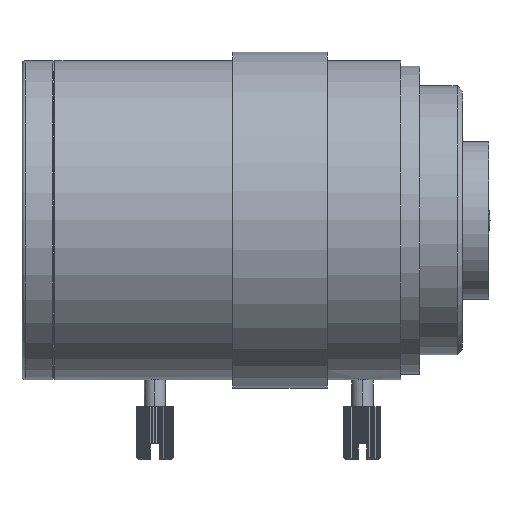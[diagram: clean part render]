
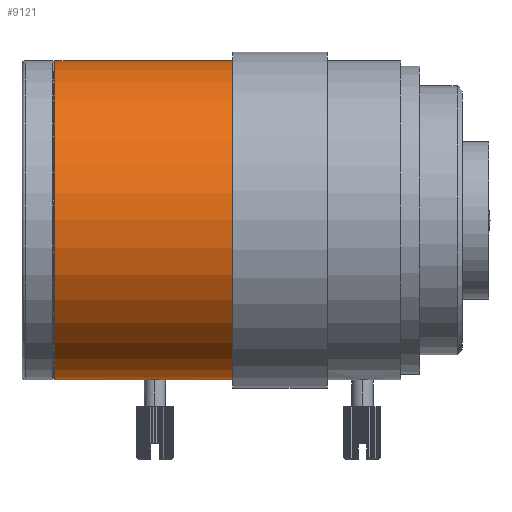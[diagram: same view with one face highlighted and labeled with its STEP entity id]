
A CAD part, left-side view. The second image highlights one B-rep face of the part: STEP entity #9121.
In plain terms, the highlighted cylindrical face has radius 15 mm (diameter 30 mm), a partial arc.
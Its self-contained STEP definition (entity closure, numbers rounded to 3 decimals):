
#12 = CYLINDRICAL_SURFACE ( 'NONE', #7206, 15. ) ;
#315 = EDGE_CURVE ( 'NONE', #4597, #645, #7816, .T. ) ;
#368 = FACE_OUTER_BOUND ( 'NONE', #10000, .T. ) ;
#551 = CARTESIAN_POINT ( 'NONE',  ( -0.8, 29.515, -14.979 ) ) ;
#645 = VERTEX_POINT ( 'NONE', #6864 ) ;
#865 = EDGE_CURVE ( 'NONE', #12241, #3993, #9893, .T. ) ;
#870 = CARTESIAN_POINT ( 'NONE',  ( -0.503, 28.026, -14.992 ) ) ;
#1227 = CARTESIAN_POINT ( 'NONE',  ( 0., 38.3, 15. ) ) ;
#1719 = CARTESIAN_POINT ( 'NONE',  ( -0.264, 29.9, -15. ) ) ;
#2039 = CARTESIAN_POINT ( 'NONE',  ( -0.799, 28.285, -14.979 ) ) ;
#2105 = CARTESIAN_POINT ( 'NONE',  ( 0., 21.6, -15. ) ) ;
#2262 = ORIENTED_EDGE ( 'NONE', *, *, #5184, .F. ) ;
#2476 = DIRECTION ( 'NONE',  ( 0., 1., 0. ) ) ;
#2960 = EDGE_CURVE ( 'NONE', #12241, #4597, #11009, .T. ) ;
#3010 = CARTESIAN_POINT ( 'NONE',  ( 0., 27.9, -15. ) ) ;
#3202 = CARTESIAN_POINT ( 'NONE',  ( -0.974, 28.638, -14.968 ) ) ;
#3507 = EDGE_CURVE ( 'NONE', #10439, #645, #4329, .T. ) ;
#3795 = VECTOR ( 'NONE', #4243, 1000. ) ;
#3984 = CARTESIAN_POINT ( 'NONE',  ( -0.974, 29.162, -14.968 ) ) ;
#3989 = CARTESIAN_POINT ( 'NONE',  ( 0., 38.3, 0. ) ) ;
#3993 = VERTEX_POINT ( 'NONE', #2105 ) ;
#4243 = DIRECTION ( 'NONE',  ( 0., -1., 0. ) ) ;
#4329 = LINE ( 'NONE', #11408, #12750 ) ;
#4350 = CARTESIAN_POINT ( 'NONE',  ( -1., 28.9, -14.967 ) ) ;
#4597 = VERTEX_POINT ( 'NONE', #5113 ) ;
#4802 = ORIENTED_EDGE ( 'NONE', *, *, #315, .F. ) ;
#4955 = AXIS2_PLACEMENT_3D ( 'NONE', #3989, #12004, #5146 ) ;
#5113 = CARTESIAN_POINT ( 'NONE',  ( -1., 28.9, -14.967 ) ) ;
#5146 = DIRECTION ( 'NONE',  ( 0., 0., 1. ) ) ;
#5184 = EDGE_CURVE ( 'NONE', #9472, #10752, #11576, .T. ) ;
#5192 = CARTESIAN_POINT ( 'NONE',  ( 0., 38.4, 0. ) ) ;
#5474 = VECTOR ( 'NONE', #9295, 1000. ) ;
#6319 = AXIS2_PLACEMENT_3D ( 'NONE', #9338, #2476, #10502 ) ;
#6349 = CIRCLE ( 'NONE', #6319, 15. ) ;
#6628 = CARTESIAN_POINT ( 'NONE',  ( 0., 27.9, -15. ) ) ;
#6864 = CARTESIAN_POINT ( 'NONE',  ( 0., 29.9, -15. ) ) ;
#7206 = AXIS2_PLACEMENT_3D ( 'NONE', #5192, #13207, #12057 ) ;
#7484 = CARTESIAN_POINT ( 'NONE',  ( -0.874, 29.404, -14.975 ) ) ;
#7776 = CARTESIAN_POINT ( 'NONE',  ( -0.262, 27.926, -14.998 ) ) ;
#7816 = B_SPLINE_CURVE_WITH_KNOTS ( 'NONE', 3,
 ( #14262, #11997, #3984, #7484, #551, #8621, #1719, #9744 ),
 .UNSPECIFIED., .F., .F.,
 ( 4, 2, 2, 4 ),
 ( 0.005, 0.005, 0.005, 0.006 ),
 .UNSPECIFIED. ) ;
#8147 = CARTESIAN_POINT ( 'NONE',  ( 0., 38.4, 15. ) ) ;
#8621 = CARTESIAN_POINT ( 'NONE',  ( -0.523, 29.791, -14.992 ) ) ;
#8936 = CARTESIAN_POINT ( 'NONE',  ( -0.615, 28.1, -14.988 ) ) ;
#9121 = ADVANCED_FACE ( 'NONE', ( #368 ), #12, .T. ) ;
#9295 = DIRECTION ( 'NONE',  ( 0., -1., 0. ) ) ;
#9338 = CARTESIAN_POINT ( 'NONE',  ( 0., 21.6, 0. ) ) ;
#9389 = ORIENTED_EDGE ( 'NONE', *, *, #14786, .T. ) ;
#9472 = VERTEX_POINT ( 'NONE', #1227 ) ;
#9744 = CARTESIAN_POINT ( 'NONE',  ( 0., 29.9, -15. ) ) ;
#9893 = LINE ( 'NONE', #9963, #3795 ) ;
#9963 = CARTESIAN_POINT ( 'NONE',  ( 0., 38.4, -15. ) ) ;
#10000 = EDGE_LOOP ( 'NONE', ( #2262, #13864, #10134, #4802, #11045, #12671, #9389 ) ) ;
#10063 = CARTESIAN_POINT ( 'NONE',  ( -0.874, 28.396, -14.975 ) ) ;
#10134 = ORIENTED_EDGE ( 'NONE', *, *, #3507, .T. ) ;
#10435 = CARTESIAN_POINT ( 'NONE',  ( 0., 38.3, -15. ) ) ;
#10439 = VERTEX_POINT ( 'NONE', #10435 ) ;
#10502 = DIRECTION ( 'NONE',  ( 0., 0., 1. ) ) ;
#10752 = VERTEX_POINT ( 'NONE', #10771 ) ;
#10771 = CARTESIAN_POINT ( 'NONE',  ( 0., 21.6, 15. ) ) ;
#11009 = B_SPLINE_CURVE_WITH_KNOTS ( 'NONE', 3,
 ( #6628, #13449, #7776, #870, #8936, #2039, #10063, #3202, #11227, #4350 ),
 .UNSPECIFIED., .F., .F.,
 ( 4, 2, 2, 2, 4 ),
 ( 0.003, 0.004, 0.004, 0.004, 0.005 ),
 .UNSPECIFIED. ) ;
#11045 = ORIENTED_EDGE ( 'NONE', *, *, #2960, .F. ) ;
#11227 = CARTESIAN_POINT ( 'NONE',  ( -1., 28.768, -14.967 ) ) ;
#11408 = CARTESIAN_POINT ( 'NONE',  ( 0., 38.4, -15. ) ) ;
#11458 = DIRECTION ( 'NONE',  ( 0., -1., 0. ) ) ;
#11576 = LINE ( 'NONE', #8147, #5474 ) ;
#11997 = CARTESIAN_POINT ( 'NONE',  ( -1., 29.032, -14.967 ) ) ;
#12004 = DIRECTION ( 'NONE',  ( 0., -1., 0. ) ) ;
#12057 = DIRECTION ( 'NONE',  ( 0., 0., -1. ) ) ;
#12121 = CIRCLE ( 'NONE', #4955, 15. ) ;
#12241 = VERTEX_POINT ( 'NONE', #3010 ) ;
#12671 = ORIENTED_EDGE ( 'NONE', *, *, #865, .T. ) ;
#12750 = VECTOR ( 'NONE', #11458, 1000. ) ;
#13207 = DIRECTION ( 'NONE',  ( 0., -1., 0. ) ) ;
#13449 = CARTESIAN_POINT ( 'NONE',  ( -0.131, 27.9, -15. ) ) ;
#13789 = EDGE_CURVE ( 'NONE', #9472, #10439, #12121, .T. ) ;
#13864 = ORIENTED_EDGE ( 'NONE', *, *, #13789, .T. ) ;
#14262 = CARTESIAN_POINT ( 'NONE',  ( -1., 28.9, -14.967 ) ) ;
#14786 = EDGE_CURVE ( 'NONE', #3993, #10752, #6349, .T. ) ;
